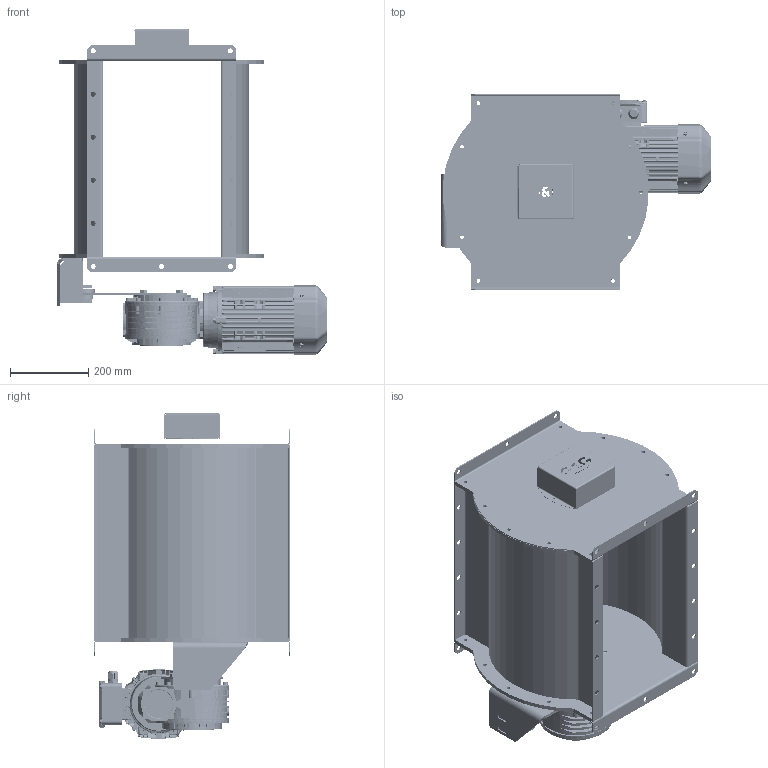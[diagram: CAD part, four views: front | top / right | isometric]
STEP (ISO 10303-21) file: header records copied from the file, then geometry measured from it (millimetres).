
FILE_DESCRIPTION (( 'STEP AP203' ), '1' );
FILE_NAME ('RPST07.STEP', '2023-11-07T12:16:45', ( '' ), ( '' ), 'SwSTEP 2.0', 'SolidWorks 2022', '' );
FILE_SCHEMA (( 'CONFIG_CONTROL_DESIGN' ));
Length unit declared in the file: millimetre
Products named in the file (17): RP-S168-01 - ROLLED SHEET_Výchozí; PERO 10e7 x 8 x 120_Výchozí; GE3-90S-B14.step_Výchozí; RPGG 30-50 - EM_NO SENSOR; _P_085_BR_R_90_67,00_C_0_-T_B3_-.3d_Výchozí; RP-S183-03 - PLATE_Výchozí; RP-S115-01 - FRONT_Výchozí; _P_085_BR_R_90_67,00_C_0_-T_B3_-.3d-2_Výchozí; RP-D000-74 UFC COVER NS_Výchozí; _P_085_BR_R_90_67,00_C_0_-T_B3_-.3d-1_Výchozí; RP-S183-01 - ANGLE_Výchozí; RP-S168-00 - WLDM SIDE; RP-S183-00 WLDM ANCHOR 30-EM_Výchozí; RPST07; RP-S115-00 WLDM FRONT; RP-S116-02 - FLANGE 1_Výchozí; RP-S183-02 - STRIP_Výchozí
Assembly tree (20 placements, depth 4):
  RPST07
    RPGG 30-50 - EM_NO SENSOR
      RP-S168-00 - WLDM SIDE  x2
        RP-S168-01 - ROLLED SHEET_Výchozí
        RP-S116-02 - FLANGE 1_Výchozí
      RP-S115-00 WLDM FRONT  x2
        RP-S115-01 - FRONT_Výchozí
      RP-S183-00 WLDM ANCHOR 30-EM_Výchozí
        RP-S183-01 - ANGLE_Výchozí
        RP-S183-02 - STRIP_Výchozí  x2
        RP-S183-03 - PLATE_Výchozí
      PERO 10e7 x 8 x 120_Výchozí
      RP-D000-74 UFC COVER NS_Výchozí
      _P_085_BR_R_90_67,00_C_0_-T_B3_-.3d_Výchozí
        _P_085_BR_R_90_67,00_C_0_-T_B3_-.3d-1_Výchozí
        _P_085_BR_R_90_67,00_C_0_-T_B3_-.3d-2_Výchozí
        GE3-90S-B14.step_Výchozí
Bounding box: 688.5 x 500 x 829.76 mm (x, y, z)
Volume: 13853823 mm3; surface area: 3663131.3 mm2
Topology: 48 solids, 58 shells, 7902 faces, 20493 edges, 12950 vertices
Faces by surface type: plane 3559, cylinder 2487, bspline 1016, torus 488, cone 331, sphere 21
Entity records: 318799 total; most frequent: CARTESIAN_POINT 140465, ORIENTED_EDGE 39400, DIRECTION 33389, EDGE_CURVE 19700, VERTEX_POINT 12488, AXIS2_PLACEMENT_3D 11871, VECTOR 9647, LINE 9647
